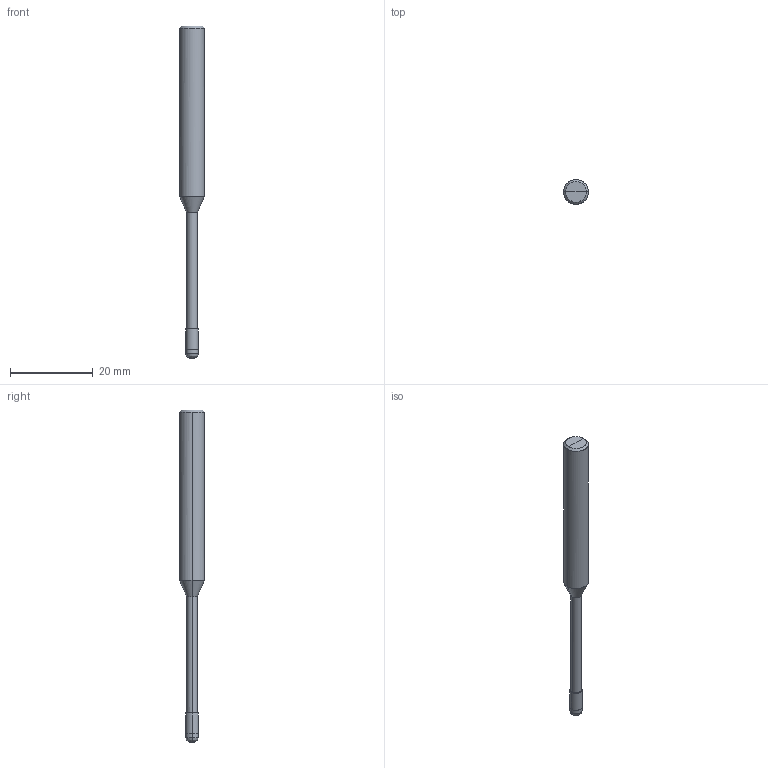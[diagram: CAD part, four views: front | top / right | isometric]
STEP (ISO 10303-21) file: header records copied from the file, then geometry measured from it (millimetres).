
FILE_DESCRIPTION(/* description */ (''),/* implementation_level */ '2;1');
FILE_NAME(/*name*/ 'VHM-Hartreibahle 0685-030-b',/*time_stamp*/'2021-2-16T12:1:55',/*author*/ ('ISBE GmbH'),/*organization*/ ('ISBE GmbH'),/*preprocessor_version*/ 'STEP IO v1.0',/*originating_system*/ '',/*authorisation*/ '');
FILE_SCHEMA (('AUTOMOTIVE_DESIGN'));
Length unit declared in the file: millimetre
Products named in the file (1): Document
Bounding box: 6 x 5.99 x 80 mm (x, y, z)
Surface area: 1176.6 mm2 (no closed solid volume)
Topology: 0 solids, 30 shells, 30 faces, 124 edges, 124 vertices
Faces by surface type: bspline 30
Entity records: 718 total; most frequent: CARTESIAN_POINT 196, VERTEX_POINT 116, EDGE_CURVE 116, ORIENTED_EDGE 116, EDGE_LOOP 30, FACE_OUTER_BOUND 30, ADVANCED_FACE 30, DIRECTION 14
